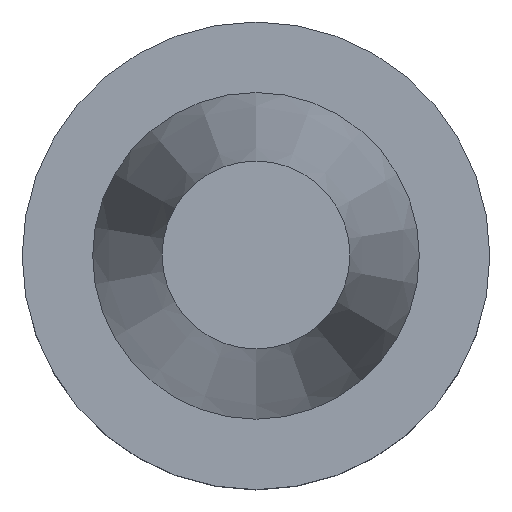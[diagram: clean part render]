
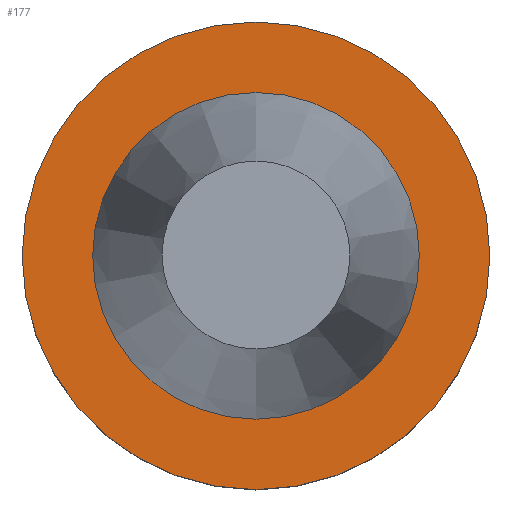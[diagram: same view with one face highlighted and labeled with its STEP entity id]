
A CAD part, top view. The second image highlights one B-rep face of the part: STEP entity #177.
In plain terms, the highlighted planar face has unit normal (0, 0, 1).
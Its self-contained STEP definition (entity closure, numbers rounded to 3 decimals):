
#110=EDGE_CURVE('Unnamed[1]',#255,#255,#256,.T.);
#117=EDGE_CURVE('Unnamed[1]',#266,#266,#267,.T.);
#177=ADVANCED_FACE('Unnamed[1]',(#356,#357),#358,.T.);
#255=VERTEX_POINT('',#445);
#256=CIRCLE('',#446,34.925);
#266=VERTEX_POINT('',#459);
#267=CIRCLE('',#460,50.0);
#356=FACE_BOUND('',#570,.T.);
#357=FACE_OUTER_BOUND('',#571,.T.);
#358=PLANE('',#572);
#445=CARTESIAN_POINT('',(0.,34.925,-1.5));
#446=AXIS2_PLACEMENT_3D('',#641,#642,#643);
#459=CARTESIAN_POINT('',(0.,50.0,-1.5));
#460=AXIS2_PLACEMENT_3D('',#653,#654,#655);
#570=EDGE_LOOP('',(#750));
#571=EDGE_LOOP('',(#751));
#572=AXIS2_PLACEMENT_3D('',#752,#753,#754);
#641=CARTESIAN_POINT('',(0.,0.,-1.5));
#642=DIRECTION('',(0.,0.,1.0));
#643=DIRECTION('',(0.,1.0,0.));
#653=CARTESIAN_POINT('',(0.,0.,-1.5));
#654=DIRECTION('',(0.,0.,1.0));
#655=DIRECTION('',(0.,1.0,0.));
#750=ORIENTED_EDGE('',*,*,#110,.F.);
#751=ORIENTED_EDGE('',*,*,#117,.T.);
#752=CARTESIAN_POINT('',(0.,42.463,-1.5));
#753=DIRECTION('',(0.,0.,1.0));
#754=DIRECTION('',(0.,1.0,0.));
